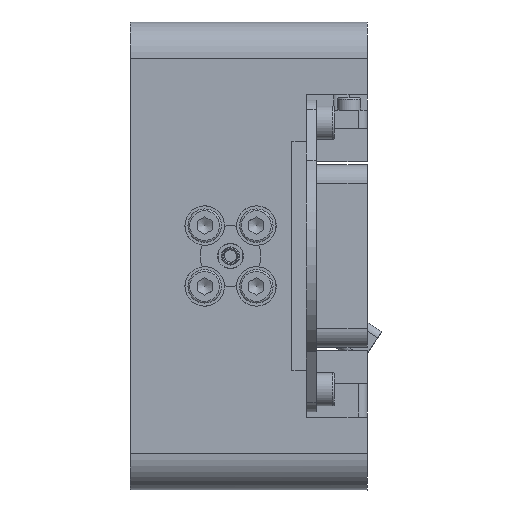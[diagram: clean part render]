
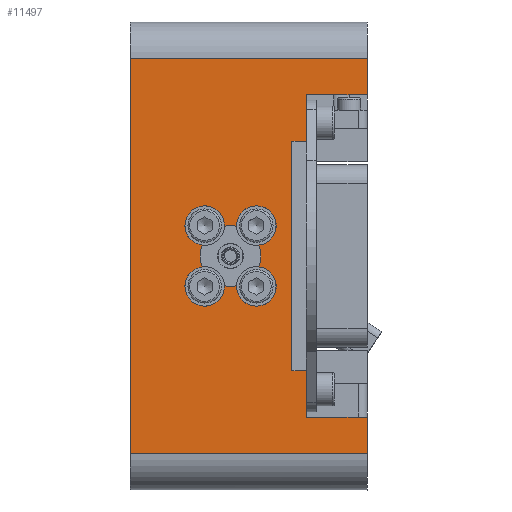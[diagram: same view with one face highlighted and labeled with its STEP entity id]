
A CAD part, front view. The second image highlights one B-rep face of the part: STEP entity #11497.
In plain terms, the highlighted planar face has unit normal (0, -1, 0).
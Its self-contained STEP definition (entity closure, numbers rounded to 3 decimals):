
#639=FACE_BOUND('',#1740,.T.);
#1053=FACE_OUTER_BOUND('',#1739,.T.);
#1739=EDGE_LOOP('',(#8046,#8047,#8048,#8049,#8050,#8051,#8052,#8053,#8054,
#8055,#8056,#8057));
#1740=EDGE_LOOP('',(#8058,#8059,#8060,#8061,#8062,#8063,#8064,#8065,#8066,
#8067,#8068,#8069));
#2500=LINE('',#17472,#3363);
#2522=LINE('',#17543,#3385);
#2534=LINE('',#17567,#3397);
#2538=LINE('',#17574,#3401);
#2570=LINE('',#17674,#3433);
#2574=LINE('',#17682,#3437);
#2577=LINE('',#17688,#3440);
#2581=LINE('',#17697,#3444);
#2582=LINE('',#17699,#3445);
#2583=LINE('',#17701,#3446);
#2584=LINE('',#17703,#3447);
#2585=LINE('',#17704,#3448);
#3363=VECTOR('',#13859,10.);
#3385=VECTOR('',#13923,10.);
#3397=VECTOR('',#13947,10.);
#3401=VECTOR('',#13953,10.);
#3433=VECTOR('',#14073,10.);
#3437=VECTOR('',#14081,10.);
#3440=VECTOR('',#14086,10.);
#3444=VECTOR('',#14096,10.);
#3445=VECTOR('',#14097,10.);
#3446=VECTOR('',#14098,10.);
#3447=VECTOR('',#14099,10.);
#3448=VECTOR('',#14100,10.);
#4180=CIRCLE('',#12348,5.);
#4181=CIRCLE('',#12350,5.);
#4182=CIRCLE('',#12352,5.);
#4183=CIRCLE('',#12354,5.);
#4184=CIRCLE('',#12356,3.25);
#4186=CIRCLE('',#12358,3.25);
#4187=CIRCLE('',#12360,3.25);
#4189=CIRCLE('',#12362,3.25);
#4215=CIRCLE('',#12422,3.25);
#4216=CIRCLE('',#12423,3.25);
#4221=CIRCLE('',#12435,3.25);
#4222=CIRCLE('',#12436,3.25);
#4886=VERTEX_POINT('',#17384);
#4887=VERTEX_POINT('',#17386);
#4888=VERTEX_POINT('',#17390);
#4889=VERTEX_POINT('',#17392);
#4890=VERTEX_POINT('',#17396);
#4891=VERTEX_POINT('',#17398);
#4892=VERTEX_POINT('',#17402);
#4893=VERTEX_POINT('',#17404);
#4894=VERTEX_POINT('',#17408);
#4896=VERTEX_POINT('',#17415);
#4917=VERTEX_POINT('',#17469);
#4918=VERTEX_POINT('',#17471);
#4945=VERTEX_POINT('',#17540);
#4946=VERTEX_POINT('',#17542);
#4952=VERTEX_POINT('',#17566);
#4954=VERTEX_POINT('',#17572);
#4971=VERTEX_POINT('',#17639);
#4976=VERTEX_POINT('',#17661);
#4980=VERTEX_POINT('',#17680);
#4982=VERTEX_POINT('',#17686);
#4984=VERTEX_POINT('',#17696);
#4985=VERTEX_POINT('',#17698);
#4986=VERTEX_POINT('',#17700);
#4987=VERTEX_POINT('',#17702);
#6019=EDGE_CURVE('',#4886,#4887,#4180,.T.);
#6022=EDGE_CURVE('',#4888,#4889,#4181,.T.);
#6024=EDGE_CURVE('',#4891,#4890,#4182,.T.);
#6027=EDGE_CURVE('',#4893,#4892,#4183,.T.);
#6029=EDGE_CURVE('',#4894,#4888,#4184,.T.);
#6032=EDGE_CURVE('',#4892,#4894,#4186,.T.);
#6033=EDGE_CURVE('',#4896,#4886,#4187,.T.);
#6036=EDGE_CURVE('',#4889,#4896,#4189,.T.);
#6061=EDGE_CURVE('',#4917,#4918,#2500,.T.);
#6096=EDGE_CURVE('',#4946,#4945,#2522,.T.);
#6109=EDGE_CURVE('',#4918,#4952,#2534,.T.);
#6113=EDGE_CURVE('',#4917,#4954,#2538,.T.);
#6148=EDGE_CURVE('',#4971,#4893,#4215,.T.);
#6150=EDGE_CURVE('',#4890,#4971,#4216,.T.);
#6158=EDGE_CURVE('',#4976,#4891,#4221,.T.);
#6160=EDGE_CURVE('',#4887,#4976,#4222,.T.);
#6165=EDGE_CURVE('',#4952,#4945,#2570,.T.);
#6169=EDGE_CURVE('',#4980,#4954,#2574,.T.);
#6172=EDGE_CURVE('',#4980,#4982,#2577,.T.);
#6176=EDGE_CURVE('',#4984,#4982,#2581,.T.);
#6177=EDGE_CURVE('',#4985,#4984,#2582,.T.);
#6178=EDGE_CURVE('',#4985,#4986,#2583,.T.);
#6179=EDGE_CURVE('',#4986,#4987,#2584,.T.);
#6180=EDGE_CURVE('',#4946,#4987,#2585,.T.);
#8046=ORIENTED_EDGE('',*,*,#6096,.T.);
#8047=ORIENTED_EDGE('',*,*,#6165,.F.);
#8048=ORIENTED_EDGE('',*,*,#6109,.F.);
#8049=ORIENTED_EDGE('',*,*,#6061,.F.);
#8050=ORIENTED_EDGE('',*,*,#6113,.T.);
#8051=ORIENTED_EDGE('',*,*,#6169,.F.);
#8052=ORIENTED_EDGE('',*,*,#6172,.T.);
#8053=ORIENTED_EDGE('',*,*,#6176,.F.);
#8054=ORIENTED_EDGE('',*,*,#6177,.F.);
#8055=ORIENTED_EDGE('',*,*,#6178,.T.);
#8056=ORIENTED_EDGE('',*,*,#6179,.T.);
#8057=ORIENTED_EDGE('',*,*,#6180,.F.);
#8058=ORIENTED_EDGE('',*,*,#6027,.T.);
#8059=ORIENTED_EDGE('',*,*,#6032,.T.);
#8060=ORIENTED_EDGE('',*,*,#6029,.T.);
#8061=ORIENTED_EDGE('',*,*,#6022,.T.);
#8062=ORIENTED_EDGE('',*,*,#6036,.T.);
#8063=ORIENTED_EDGE('',*,*,#6033,.T.);
#8064=ORIENTED_EDGE('',*,*,#6019,.T.);
#8065=ORIENTED_EDGE('',*,*,#6160,.T.);
#8066=ORIENTED_EDGE('',*,*,#6158,.T.);
#8067=ORIENTED_EDGE('',*,*,#6024,.T.);
#8068=ORIENTED_EDGE('',*,*,#6150,.T.);
#8069=ORIENTED_EDGE('',*,*,#6148,.T.);
#11154=PLANE('',#12447);
#11497=ADVANCED_FACE('',(#1053,#639),#11154,.T.);
#12348=AXIS2_PLACEMENT_3D('',#17388,#13784,#13785);
#12350=AXIS2_PLACEMENT_3D('',#17394,#13790,#13791);
#12352=AXIS2_PLACEMENT_3D('',#17399,#13795,#13796);
#12354=AXIS2_PLACEMENT_3D('',#17405,#13801,#13802);
#12356=AXIS2_PLACEMENT_3D('',#17409,#13806,#13807);
#12358=AXIS2_PLACEMENT_3D('',#17413,#13811,#13812);
#12360=AXIS2_PLACEMENT_3D('',#17416,#13815,#13816);
#12362=AXIS2_PLACEMENT_3D('',#17420,#13820,#13821);
#12422=AXIS2_PLACEMENT_3D('',#17640,#14026,#14027);
#12423=AXIS2_PLACEMENT_3D('',#17642,#14029,#14030);
#12435=AXIS2_PLACEMENT_3D('',#17662,#14056,#14057);
#12436=AXIS2_PLACEMENT_3D('',#17664,#14059,#14060);
#12447=AXIS2_PLACEMENT_3D('',#17695,#14094,#14095);
#13784=DIRECTION('center_axis',(0.,1.,0.));
#13785=DIRECTION('ref_axis',(1.,0.,0.));
#13790=DIRECTION('center_axis',(0.,1.,0.));
#13791=DIRECTION('ref_axis',(1.,0.,0.));
#13795=DIRECTION('center_axis',(0.,1.,0.));
#13796=DIRECTION('ref_axis',(1.,0.,0.));
#13801=DIRECTION('center_axis',(0.,1.,0.));
#13802=DIRECTION('ref_axis',(1.,0.,0.));
#13806=DIRECTION('center_axis',(0.,1.,0.));
#13807=DIRECTION('ref_axis',(1.,0.,0.));
#13811=DIRECTION('center_axis',(0.,1.,0.));
#13812=DIRECTION('ref_axis',(1.,0.,0.));
#13815=DIRECTION('center_axis',(0.,1.,0.));
#13816=DIRECTION('ref_axis',(1.,0.,0.));
#13820=DIRECTION('center_axis',(0.,1.,0.));
#13821=DIRECTION('ref_axis',(1.,0.,0.));
#13859=DIRECTION('',(0.,0.,-1.));
#13923=DIRECTION('',(-1.,0.,0.));
#13947=DIRECTION('',(1.,0.,0.));
#13953=DIRECTION('',(1.,0.,0.));
#14026=DIRECTION('center_axis',(0.,1.,0.));
#14027=DIRECTION('ref_axis',(1.,0.,0.));
#14029=DIRECTION('center_axis',(0.,1.,0.));
#14030=DIRECTION('ref_axis',(1.,0.,0.));
#14056=DIRECTION('center_axis',(0.,1.,0.));
#14057=DIRECTION('ref_axis',(1.,0.,0.));
#14059=DIRECTION('center_axis',(0.,1.,0.));
#14060=DIRECTION('ref_axis',(1.,0.,0.));
#14073=DIRECTION('',(0.,0.,-1.));
#14081=DIRECTION('',(0.,0.,-1.));
#14086=DIRECTION('',(1.,0.,0.));
#14094=DIRECTION('center_axis',(0.,-1.,0.));
#14095=DIRECTION('ref_axis',(0.,0.,-1.));
#14096=DIRECTION('',(0.,0.,-1.));
#14097=DIRECTION('',(1.,0.,0.));
#14098=DIRECTION('',(0.,0.,-1.));
#14099=DIRECTION('',(1.,0.,0.));
#14100=DIRECTION('',(0.,0.,-1.));
#17384=CARTESIAN_POINT('',(11.827,-28.,-1.778));
#17386=CARTESIAN_POINT('',(11.827,-28.,1.778));
#17388=CARTESIAN_POINT('Origin',(16.5,-28.,0.));
#17390=CARTESIAN_POINT('',(17.502,-28.,-4.899));
#17392=CARTESIAN_POINT('',(15.498,-28.,-4.899));
#17394=CARTESIAN_POINT('Origin',(16.5,-28.,0.));
#17396=CARTESIAN_POINT('',(17.502,-28.,4.899));
#17398=CARTESIAN_POINT('',(15.498,-28.,4.899));
#17399=CARTESIAN_POINT('Origin',(16.5,-28.,0.));
#17402=CARTESIAN_POINT('',(21.173,-28.,-1.778));
#17404=CARTESIAN_POINT('',(21.173,-28.,1.778));
#17405=CARTESIAN_POINT('Origin',(16.5,-28.,0.));
#17408=CARTESIAN_POINT('',(17.5,-28.,-5.));
#17409=CARTESIAN_POINT('Origin',(20.75,-28.,-5.));
#17413=CARTESIAN_POINT('Origin',(20.75,-28.,-5.));
#17415=CARTESIAN_POINT('',(9.,-28.,-5.));
#17416=CARTESIAN_POINT('Origin',(12.25,-28.,-5.));
#17420=CARTESIAN_POINT('Origin',(12.25,-28.,-5.));
#17469=CARTESIAN_POINT('',(26.6,-28.,18.92));
#17471=CARTESIAN_POINT('',(26.6,-28.,-18.92));
#17472=CARTESIAN_POINT('',(26.6,-28.,18.92));
#17540=CARTESIAN_POINT('',(29.,-28.,-26.5));
#17542=CARTESIAN_POINT('',(39.,-28.,-26.5));
#17543=CARTESIAN_POINT('',(19.5,-28.,-26.5));
#17566=CARTESIAN_POINT('',(29.,-28.,-18.92));
#17567=CARTESIAN_POINT('',(26.,-28.,-18.92));
#17572=CARTESIAN_POINT('',(29.,-28.,18.92));
#17574=CARTESIAN_POINT('',(26.,-28.,18.92));
#17639=CARTESIAN_POINT('',(17.5,-28.,5.));
#17640=CARTESIAN_POINT('Origin',(20.75,-28.,5.));
#17642=CARTESIAN_POINT('Origin',(20.75,-28.,5.));
#17661=CARTESIAN_POINT('',(9.,-28.,5.));
#17662=CARTESIAN_POINT('Origin',(12.25,-28.,5.));
#17664=CARTESIAN_POINT('Origin',(12.25,-28.,5.));
#17674=CARTESIAN_POINT('',(29.,-28.,26.5));
#17680=CARTESIAN_POINT('',(29.,-28.,26.5));
#17682=CARTESIAN_POINT('',(29.,-28.,26.5));
#17686=CARTESIAN_POINT('',(39.,-28.,26.5));
#17688=CARTESIAN_POINT('',(19.5,-28.,26.5));
#17695=CARTESIAN_POINT('Origin',(0.,-28.,32.5));
#17696=CARTESIAN_POINT('',(39.,-28.,32.5));
#17697=CARTESIAN_POINT('',(39.,-28.,32.5));
#17698=CARTESIAN_POINT('',(0.,-28.,32.5));
#17699=CARTESIAN_POINT('',(0.,-28.,32.5));
#17700=CARTESIAN_POINT('',(0.,-28.,-32.5));
#17701=CARTESIAN_POINT('',(0.,-28.,32.5));
#17702=CARTESIAN_POINT('',(39.,-28.,-32.5));
#17703=CARTESIAN_POINT('',(0.,-28.,-32.5));
#17704=CARTESIAN_POINT('',(39.,-28.,32.5));
